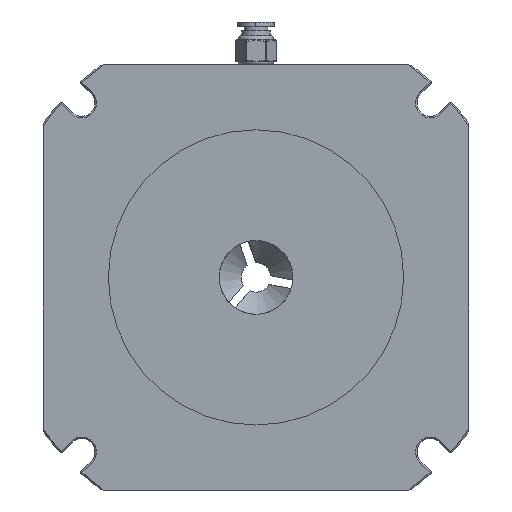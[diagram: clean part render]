
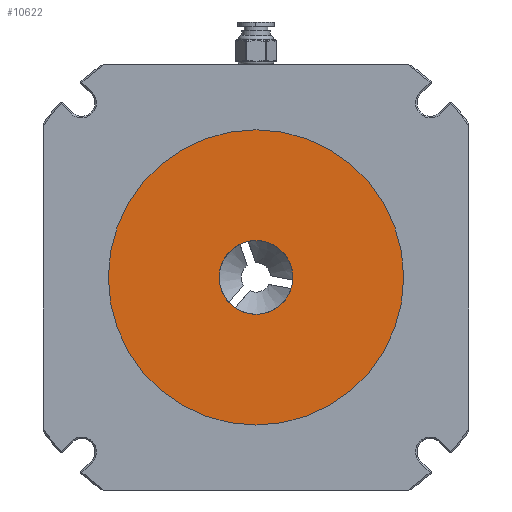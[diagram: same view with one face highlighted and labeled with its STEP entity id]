
A CAD part, front view. The second image highlights one B-rep face of the part: STEP entity #10622.
In plain terms, the highlighted planar face has unit normal (0, -1, 0).
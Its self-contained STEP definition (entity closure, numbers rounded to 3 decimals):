
#888 = VERTEX_POINT ( 'NONE', #28280 ) ;
#1099 = DIRECTION ( 'NONE',  ( 0., 0., -1. ) ) ;
#1845 = CIRCLE ( 'NONE', #45252, 12.5 ) ;
#2480 = AXIS2_PLACEMENT_3D ( 'NONE', #35582, #31070, #1099 ) ;
#3544 = DIRECTION ( 'NONE',  ( 0., 1., 0. ) ) ;
#3726 = CIRCLE ( 'NONE', #27031, 50. ) ;
#6038 = EDGE_CURVE ( 'NONE', #41953, #38323, #45897, .T. ) ;
#6222 = DIRECTION ( 'NONE',  ( 0., -1., 0. ) ) ;
#10126 = AXIS2_PLACEMENT_3D ( 'NONE', #19854, #3544, #15587 ) ;
#10622 = ADVANCED_FACE ( 'NONE', ( #40946, #29395 ), #44686, .T. ) ;
#11603 = EDGE_CURVE ( 'NONE', #29130, #888, #1845, .T. ) ;
#15211 = CARTESIAN_POINT ( 'NONE',  ( -31.719, -22.379, -50. ) ) ;
#15352 = ORIENTED_EDGE ( 'NONE', *, *, #11603, .T. ) ;
#15563 = AXIS2_PLACEMENT_3D ( 'NONE', #26116, #6222, #48261 ) ;
#15587 = DIRECTION ( 'NONE',  ( 0., 0., -1. ) ) ;
#19854 = CARTESIAN_POINT ( 'NONE',  ( -31.719, -22.379, 0. ) ) ;
#23219 = ORIENTED_EDGE ( 'NONE', *, *, #6038, .T. ) ;
#23867 = CARTESIAN_POINT ( 'NONE',  ( -31.719, -22.379, 0. ) ) ;
#24375 = DIRECTION ( 'NONE',  ( 0., 0., -1. ) ) ;
#24448 = CARTESIAN_POINT ( 'NONE',  ( -31.719, -22.379, 12.5 ) ) ;
#25408 = CIRCLE ( 'NONE', #10126, 12.5 ) ;
#25447 = DIRECTION ( 'NONE',  ( 0., -1., 0. ) ) ;
#26116 = CARTESIAN_POINT ( 'NONE',  ( -31.719, -22.379, 0. ) ) ;
#27031 = AXIS2_PLACEMENT_3D ( 'NONE', #39793, #25447, #40790 ) ;
#28280 = CARTESIAN_POINT ( 'NONE',  ( -31.719, -22.379, -12.5 ) ) ;
#29130 = VERTEX_POINT ( 'NONE', #24448 ) ;
#29395 = FACE_OUTER_BOUND ( 'NONE', #32915, .T. ) ;
#31070 = DIRECTION ( 'NONE',  ( 0., -1., 0. ) ) ;
#32915 = EDGE_LOOP ( 'NONE', ( #36275, #23219 ) ) ;
#33878 = EDGE_LOOP ( 'NONE', ( #49696, #15352 ) ) ;
#35582 = CARTESIAN_POINT ( 'NONE',  ( -31.719, -22.379, 0. ) ) ;
#36275 = ORIENTED_EDGE ( 'NONE', *, *, #38043, .T. ) ;
#38043 = EDGE_CURVE ( 'NONE', #38323, #41953, #3726, .T. ) ;
#38323 = VERTEX_POINT ( 'NONE', #15211 ) ;
#39273 = EDGE_CURVE ( 'NONE', #888, #29130, #25408, .T. ) ;
#39793 = CARTESIAN_POINT ( 'NONE',  ( -31.719, -22.379, 0. ) ) ;
#40790 = DIRECTION ( 'NONE',  ( 0., 0., -1. ) ) ;
#40946 = FACE_BOUND ( 'NONE', #33878, .T. ) ;
#41953 = VERTEX_POINT ( 'NONE', #43091 ) ;
#43091 = CARTESIAN_POINT ( 'NONE',  ( -31.719, -22.379, 50. ) ) ;
#44686 = PLANE ( 'NONE',  #15563 ) ;
#45252 = AXIS2_PLACEMENT_3D ( 'NONE', #23867, #47776, #24375 ) ;
#45897 = CIRCLE ( 'NONE', #2480, 50. ) ;
#47776 = DIRECTION ( 'NONE',  ( 0., 1., 0. ) ) ;
#48261 = DIRECTION ( 'NONE',  ( 0., 0., -1. ) ) ;
#49696 = ORIENTED_EDGE ( 'NONE', *, *, #39273, .T. ) ;
